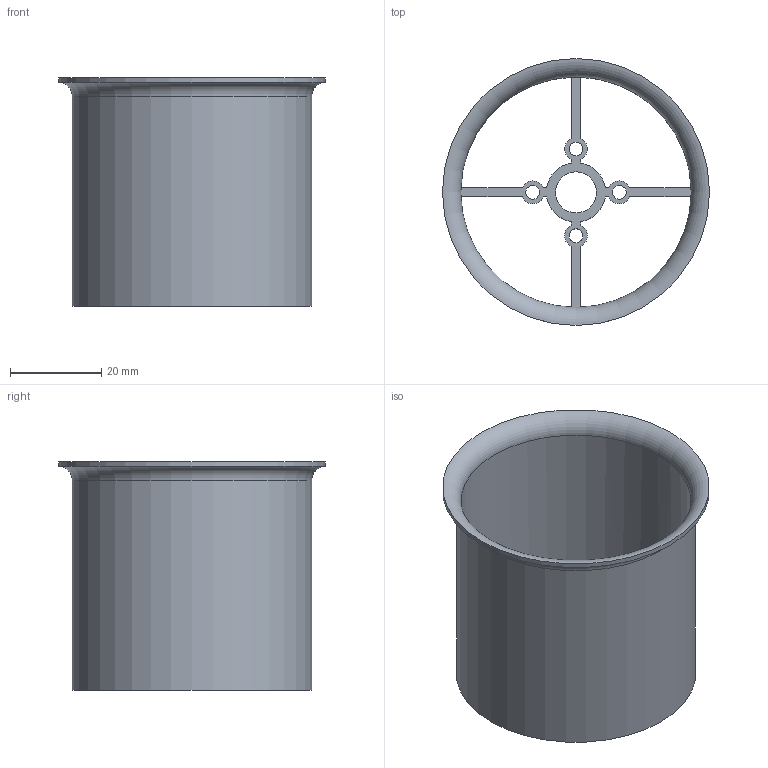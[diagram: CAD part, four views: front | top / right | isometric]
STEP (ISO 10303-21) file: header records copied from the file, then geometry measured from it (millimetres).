
FILE_DESCRIPTION(('FreeCAD Model'),'2;1');
FILE_NAME('Open CASCADE Shape Model','2025-10-06T21:30:48',(''),(''), 'Open CASCADE STEP processor 7.7','FreeCAD','Unknown');
FILE_SCHEMA(('AUTOMOTIVE_DESIGN { 1 0 10303 214 1 1 1 1 }'));
Length unit declared in the file: millimetre
Products named in the file (1): Stator
Bounding box: 58.5 x 58.5 x 50 mm (x, y, z)
Volume: 9528.5 mm3; surface area: 18810.2 mm2
Topology: 1 solids, 1 shells, 40 faces, 122 edges, 80 vertices
Faces by surface type: cylinder 20, plane 18, torus 2
Full cylindrical faces by diameter (mm): 3 x4, 9 x1, 50.5 x1, 52.5 x1, 58.5 x1
Entity records: 1442 total; most frequent: DIRECTION 254, ORIENTED_EDGE 244, CARTESIAN_POINT 243, EDGE_CURVE 122, AXIS2_PLACEMENT_3D 91, VERTEX_POINT 80, LINE 72, VECTOR 72
